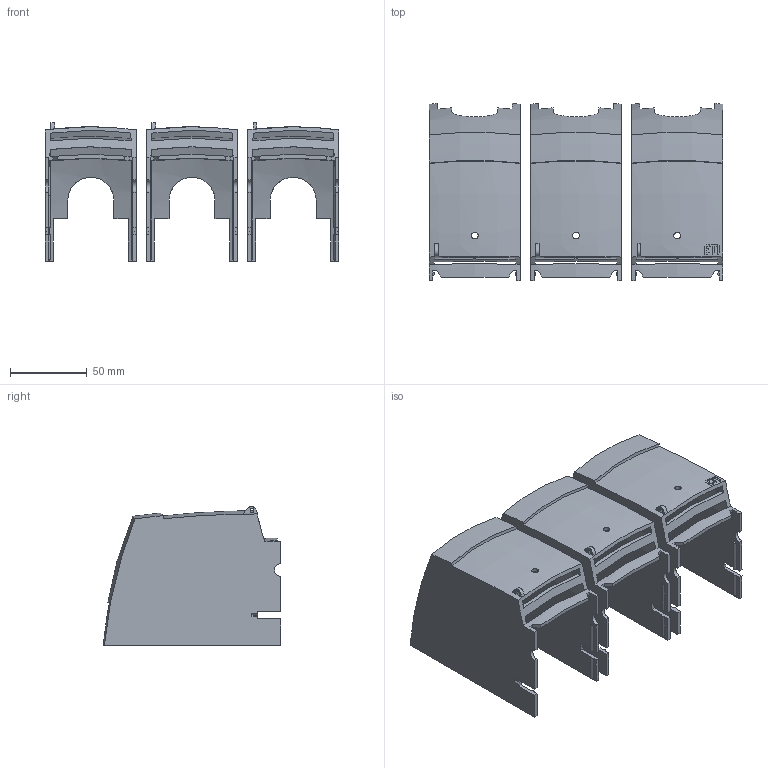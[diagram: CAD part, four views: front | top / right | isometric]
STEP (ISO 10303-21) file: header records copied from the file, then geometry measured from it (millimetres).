
FILE_DESCRIPTION((''),'2;1');
FILE_NAME('38983040_ASM','2021-09-28T',('marketing.praksa'),('Audax d.o.o.'),'CREO PARAMETRIC BY PTC INC, 2017480','CREO PARAMETRIC BY PTC INC, 2017480','');
FILE_SCHEMA(('AUTOMOTIVE_DESIGN { 1 0 10303 214 1 1 1 1 }'));
Length unit declared in the file: millimetre
Products named in the file (5): 38983040_01; 38983040_02; 38983040_03; PRT7273; 38983040_ASM
Assembly tree (4 placements, depth 2):
  38983040_ASM
    38983040_01
    38983040_02
    38983040_03
    PRT7273
Bounding box: 191.34 x 115.75 x 90.66 mm (x, y, z)
Volume: 196127.9 mm3; surface area: 158250.3 mm2
Topology: 6 solids, 6 shells, 357 faces, 1155 edges, 792 vertices
Faces by surface type: plane 207, cylinder 108, torus 24, bspline 12, extrusion 6
Entity records: 22863 total; most frequent: CARTESIAN_POINT 6784, ORIENTED_EDGE 2310, DIRECTION 1629, PRESENTATION_STYLE_ASSIGNMENT 1524, STYLED_ITEM 1524, CURVE_STYLE 1161, EDGE_CURVE 1155, VERTEX_POINT 792
